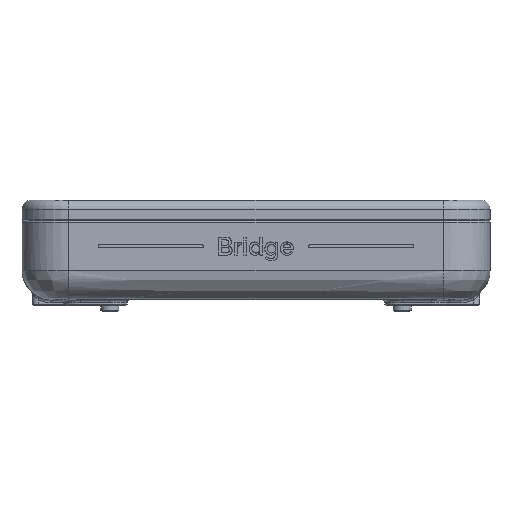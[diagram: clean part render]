
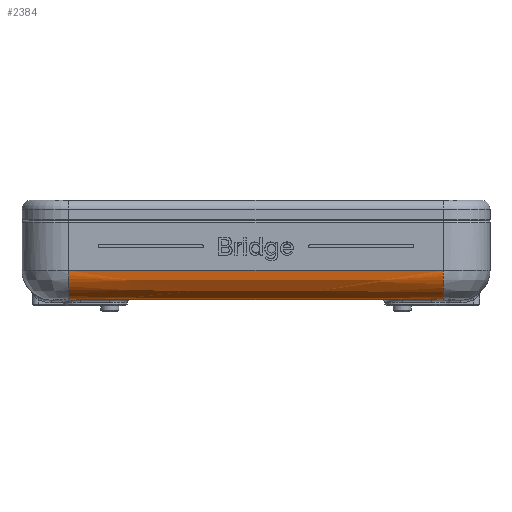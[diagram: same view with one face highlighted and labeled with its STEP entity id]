
A CAD part, front view. The second image highlights one B-rep face of the part: STEP entity #2384.
In plain terms, the highlighted free-form (B-spline) face has degree [5, 3] with [8, 4] control points.
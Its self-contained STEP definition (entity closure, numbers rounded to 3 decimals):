
#907=B_SPLINE_SURFACE_WITH_KNOTS('',5,3,((#35264,#35265,#35266,#35267),
(#35268,#35269,#35270,#35271),(#35272,#35273,#35274,#35275),(#35276,#35277,
#35278,#35279),(#35280,#35281,#35282,#35283),(#35284,#35285,#35286,#35287),
(#35288,#35289,#35290,#35291),(#35292,#35293,#35294,#35295)),
 .UNSPECIFIED.,.F.,.F.,.F.,(6,2,6),(4,4),(0.,0.5,1.),(0.,1.),
 .UNSPECIFIED.);
#1047=FACE_OUTER_BOUND('',#8571,.T.);
#2384=ADVANCED_FACE('',(#1047),#907,.F.);
#8571=EDGE_LOOP('',(#10652,#10653,#10654,#10655,#10656,#10657));
#10652=ORIENTED_EDGE('',*,*,#19486,.F.);
#10653=ORIENTED_EDGE('',*,*,#19461,.T.);
#10654=ORIENTED_EDGE('',*,*,#19067,.F.);
#10655=ORIENTED_EDGE('',*,*,#19066,.F.);
#10656=ORIENTED_EDGE('',*,*,#19487,.T.);
#10657=ORIENTED_EDGE('',*,*,#19488,.F.);
#16952=VERTEX_POINT('',#32253);
#16955=VERTEX_POINT('',#32258);
#16956=VERTEX_POINT('',#32263);
#17282=VERTEX_POINT('',#35128);
#17305=VERTEX_POINT('',#35250);
#17306=VERTEX_POINT('',#35259);
#19066=EDGE_CURVE('',#16955,#16956,#22462,.T.);
#19067=EDGE_CURVE('',#16956,#16952,#22463,.T.);
#19461=EDGE_CURVE('',#17282,#16952,#22623,.T.);
#19486=EDGE_CURVE('',#17282,#17305,#22628,.T.);
#19487=EDGE_CURVE('',#16955,#17306,#22629,.T.);
#19488=EDGE_CURVE('',#17305,#17306,#22630,.T.);
#22462=B_SPLINE_CURVE_WITH_KNOTS('',3,(#32259,#32260,#32261,#32262),
 .UNSPECIFIED.,.F.,.F.,(4,4),(0.,1.),.UNSPECIFIED.);
#22463=B_SPLINE_CURVE_WITH_KNOTS('',3,(#32264,#32265,#32266,#32267),
 .UNSPECIFIED.,.F.,.F.,(4,4),(0.,1.),.UNSPECIFIED.);
#22623=B_SPLINE_CURVE_WITH_KNOTS('',5,(#35120,#35121,#35122,#35123,#35124,
#35125,#35126,#35127),.UNSPECIFIED.,.F.,.F.,(6,2,6),(0.,0.5,1.),
 .UNSPECIFIED.);
#22628=B_SPLINE_CURVE_WITH_KNOTS('',3,(#35246,#35247,#35248,#35249),
 .UNSPECIFIED.,.F.,.F.,(4,4),(0.,1.),.UNSPECIFIED.);
#22629=B_SPLINE_CURVE_WITH_KNOTS('',5,(#35251,#35252,#35253,#35254,#35255,
#35256,#35257,#35258),.UNSPECIFIED.,.F.,.F.,(6,2,6),(0.,0.5,1.),
 .UNSPECIFIED.);
#22630=B_SPLINE_CURVE_WITH_KNOTS('',3,(#35260,#35261,#35262,#35263),
 .UNSPECIFIED.,.F.,.F.,(4,4),(0.,1.),.UNSPECIFIED.);
#32253=CARTESIAN_POINT('',(32.,-40.,75.25));
#32258=CARTESIAN_POINT('',(-32.,-40.,75.25));
#32259=CARTESIAN_POINT('',(-32.,-40.,75.25));
#32260=CARTESIAN_POINT('',(-21.333,-40.,75.25));
#32261=CARTESIAN_POINT('',(-10.667,-40.,75.25));
#32262=CARTESIAN_POINT('',(0.,-40.,75.25));
#32263=CARTESIAN_POINT('',(0.,-40.,75.25));
#32264=CARTESIAN_POINT('',(0.,-40.,75.25));
#32265=CARTESIAN_POINT('',(10.667,-40.,75.25));
#32266=CARTESIAN_POINT('',(21.333,-40.,75.25));
#32267=CARTESIAN_POINT('',(32.,-40.,75.25));
#35120=CARTESIAN_POINT('',(32.,-35.,70.25));
#35121=CARTESIAN_POINT('',(32.,-35.6,70.25));
#35122=CARTESIAN_POINT('',(32.,-36.2,70.25));
#35123=CARTESIAN_POINT('',(32.,-38.,70.983));
#35124=CARTESIAN_POINT('',(32.,-39.267,72.25));
#35125=CARTESIAN_POINT('',(32.,-40.,74.05));
#35126=CARTESIAN_POINT('',(32.,-40.,74.65));
#35127=CARTESIAN_POINT('',(32.,-40.,75.25));
#35128=CARTESIAN_POINT('',(32.,-35.,70.25));
#35246=CARTESIAN_POINT('',(32.,-35.,70.25));
#35247=CARTESIAN_POINT('',(21.333,-35.,70.25));
#35248=CARTESIAN_POINT('',(10.667,-35.,70.25));
#35249=CARTESIAN_POINT('',(0.,-35.,70.25));
#35250=CARTESIAN_POINT('',(0.,-35.,70.25));
#35251=CARTESIAN_POINT('',(-32.,-40.,75.25));
#35252=CARTESIAN_POINT('',(-32.,-40.,74.65));
#35253=CARTESIAN_POINT('',(-32.,-40.,74.05));
#35254=CARTESIAN_POINT('',(-32.,-39.267,72.25));
#35255=CARTESIAN_POINT('',(-32.,-38.,70.983));
#35256=CARTESIAN_POINT('',(-32.,-36.2,70.25));
#35257=CARTESIAN_POINT('',(-32.,-35.6,70.25));
#35258=CARTESIAN_POINT('',(-32.,-35.,70.25));
#35259=CARTESIAN_POINT('',(-32.,-35.,70.25));
#35260=CARTESIAN_POINT('',(0.,-35.,70.25));
#35261=CARTESIAN_POINT('',(-10.667,-35.,70.25));
#35262=CARTESIAN_POINT('',(-21.333,-35.,70.25));
#35263=CARTESIAN_POINT('',(-32.,-35.,70.25));
#35264=CARTESIAN_POINT('',(32.,-40.,75.25));
#35265=CARTESIAN_POINT('',(10.667,-40.,75.25));
#35266=CARTESIAN_POINT('',(-10.667,-40.,75.25));
#35267=CARTESIAN_POINT('',(-32.,-40.,75.25));
#35268=CARTESIAN_POINT('',(32.,-40.,74.65));
#35269=CARTESIAN_POINT('',(10.667,-40.,74.65));
#35270=CARTESIAN_POINT('',(-10.667,-40.,74.65));
#35271=CARTESIAN_POINT('',(-32.,-40.,74.65));
#35272=CARTESIAN_POINT('',(32.,-40.,74.05));
#35273=CARTESIAN_POINT('',(10.667,-40.,74.05));
#35274=CARTESIAN_POINT('',(-10.667,-40.,74.05));
#35275=CARTESIAN_POINT('',(-32.,-40.,74.05));
#35276=CARTESIAN_POINT('',(32.,-39.267,72.25));
#35277=CARTESIAN_POINT('',(10.667,-39.267,72.25));
#35278=CARTESIAN_POINT('',(-10.667,-39.267,72.25));
#35279=CARTESIAN_POINT('',(-32.,-39.267,72.25));
#35280=CARTESIAN_POINT('',(32.,-38.,70.983));
#35281=CARTESIAN_POINT('',(10.667,-38.,70.983));
#35282=CARTESIAN_POINT('',(-10.667,-38.,70.983));
#35283=CARTESIAN_POINT('',(-32.,-38.,70.983));
#35284=CARTESIAN_POINT('',(32.,-36.2,70.25));
#35285=CARTESIAN_POINT('',(10.667,-36.2,70.25));
#35286=CARTESIAN_POINT('',(-10.667,-36.2,70.25));
#35287=CARTESIAN_POINT('',(-32.,-36.2,70.25));
#35288=CARTESIAN_POINT('',(32.,-35.6,70.25));
#35289=CARTESIAN_POINT('',(10.667,-35.6,70.25));
#35290=CARTESIAN_POINT('',(-10.667,-35.6,70.25));
#35291=CARTESIAN_POINT('',(-32.,-35.6,70.25));
#35292=CARTESIAN_POINT('',(32.,-35.,70.25));
#35293=CARTESIAN_POINT('',(10.667,-35.,70.25));
#35294=CARTESIAN_POINT('',(-10.667,-35.,70.25));
#35295=CARTESIAN_POINT('',(-32.,-35.,70.25));
